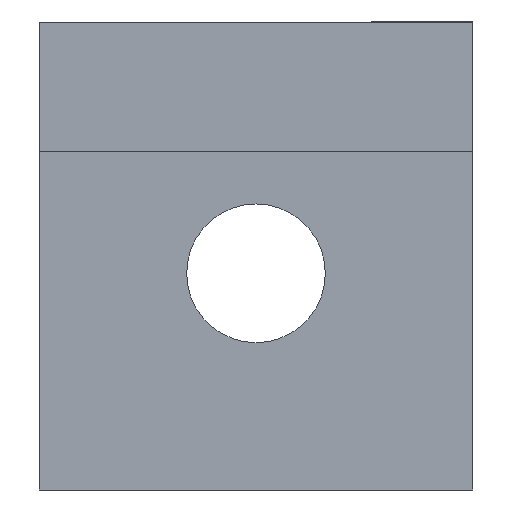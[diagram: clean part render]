
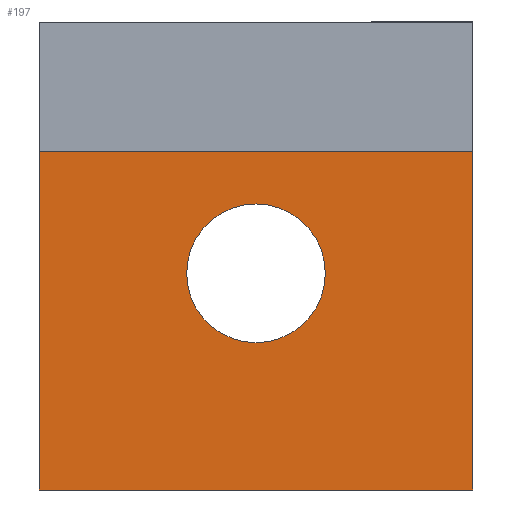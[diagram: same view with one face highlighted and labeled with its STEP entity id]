
A CAD part, front view. The second image highlights one B-rep face of the part: STEP entity #197.
In plain terms, the highlighted planar face has unit normal (0, -1, 0).
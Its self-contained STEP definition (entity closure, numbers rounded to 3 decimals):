
#21=FACE_BOUND('',#52,.T.);
#29=PLANE('',#226);
#39=FACE_OUTER_BOUND('',#51,.T.);
#51=EDGE_LOOP('',(#177,#178,#179,#180));
#52=EDGE_LOOP('',(#181));
#56=LINE('',#294,#76);
#69=LINE('',#323,#89);
#71=LINE('',#328,#91);
#74=LINE('',#332,#94);
#76=VECTOR('',#242,10.);
#89=VECTOR('',#267,10.);
#91=VECTOR('',#271,10.);
#94=VECTOR('',#276,10.);
#98=CIRCLE('',#222,1.6);
#101=VERTEX_POINT('',#292);
#102=VERTEX_POINT('',#293);
#110=VERTEX_POINT('',#315);
#112=VERTEX_POINT('',#321);
#114=VERTEX_POINT('',#327);
#118=EDGE_CURVE('',#101,#102,#56,.T.);
#130=EDGE_CURVE('',#110,#110,#98,.T.);
#133=EDGE_CURVE('',#102,#112,#69,.T.);
#135=EDGE_CURVE('',#114,#101,#71,.T.);
#138=EDGE_CURVE('',#112,#114,#74,.T.);
#177=ORIENTED_EDGE('',*,*,#138,.T.);
#178=ORIENTED_EDGE('',*,*,#135,.T.);
#179=ORIENTED_EDGE('',*,*,#118,.T.);
#180=ORIENTED_EDGE('',*,*,#133,.T.);
#181=ORIENTED_EDGE('',*,*,#130,.T.);
#197=ADVANCED_FACE('',(#39,#21),#29,.T.);
#222=AXIS2_PLACEMENT_3D('',#317,#261,#262);
#226=AXIS2_PLACEMENT_3D('',#333,#277,#278);
#242=DIRECTION('',(-1.,0.,0.));
#261=DIRECTION('center_axis',(0.,1.,0.));
#262=DIRECTION('ref_axis',(1.,0.,0.));
#267=DIRECTION('',(0.,0.,-1.));
#271=DIRECTION('',(0.,0.,1.));
#276=DIRECTION('',(1.,0.,0.));
#277=DIRECTION('center_axis',(0.,-1.,0.));
#278=DIRECTION('ref_axis',(1.,0.,0.));
#292=CARTESIAN_POINT('',(28.494,-16.,3.8));
#293=CARTESIAN_POINT('',(18.494,-16.,3.8));
#294=CARTESIAN_POINT('',(18.494,-16.,3.8));
#315=CARTESIAN_POINT('',(21.894,-16.,1.));
#317=CARTESIAN_POINT('Origin',(23.494,-16.,1.));
#321=CARTESIAN_POINT('',(18.494,-16.,-4.));
#323=CARTESIAN_POINT('',(18.494,-16.,6.8));
#327=CARTESIAN_POINT('',(28.494,-16.,-4.));
#328=CARTESIAN_POINT('',(28.494,-16.,-4.));
#332=CARTESIAN_POINT('',(18.494,-16.,-4.));
#333=CARTESIAN_POINT('Origin',(23.494,-16.,-0.1));
